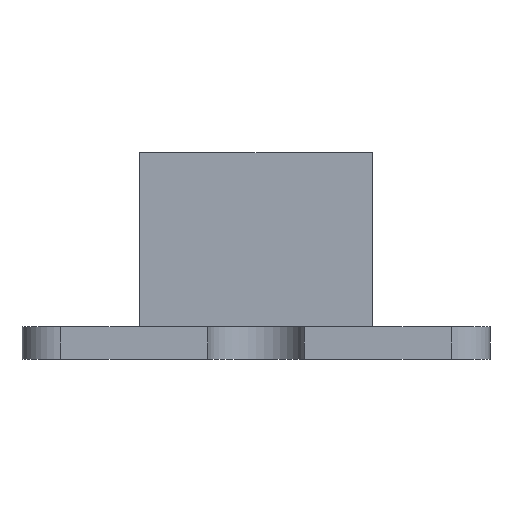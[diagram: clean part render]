
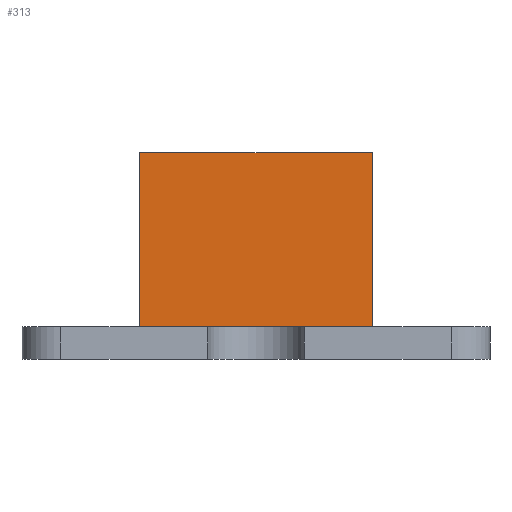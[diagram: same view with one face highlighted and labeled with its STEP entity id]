
A CAD part, front view. The second image highlights one B-rep face of the part: STEP entity #313.
In plain terms, the highlighted planar face has unit normal (0, -1, 0).
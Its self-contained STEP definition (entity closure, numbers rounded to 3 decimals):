
#31 = CARTESIAN_POINT ( 'NONE',  ( -6., 2.9, 1.7 ) ) ;
#75 = DIRECTION ( 'NONE',  ( 0., 0., -1. ) ) ;
#89 = EDGE_CURVE ( 'NONE', #499, #698, #1004, .T. ) ;
#93 = AXIS2_PLACEMENT_3D ( 'NONE', #116, #436, #741 ) ;
#116 = CARTESIAN_POINT ( 'NONE',  ( 6., 2.9, 10.7 ) ) ;
#274 = FACE_OUTER_BOUND ( 'NONE', #935, .T. ) ;
#296 = VECTOR ( 'NONE', #885, 1000. ) ;
#302 = VERTEX_POINT ( 'NONE', #31 ) ;
#313 = ADVANCED_FACE ( 'NONE', ( #274 ), #818, .F. ) ;
#321 = DIRECTION ( 'NONE',  ( 1., 0., 0. ) ) ;
#388 = DIRECTION ( 'NONE',  ( 1., 0., 0. ) ) ;
#436 = DIRECTION ( 'NONE',  ( 0., 1., 0. ) ) ;
#458 = ORIENTED_EDGE ( 'NONE', *, *, #89, .F. ) ;
#463 = ORIENTED_EDGE ( 'NONE', *, *, #912, .T. ) ;
#491 = CARTESIAN_POINT ( 'NONE',  ( 6., 2.9, 10.7 ) ) ;
#492 = CARTESIAN_POINT ( 'NONE',  ( 6., 2.9, 1.7 ) ) ;
#499 = VERTEX_POINT ( 'NONE', #807 ) ;
#505 = VERTEX_POINT ( 'NONE', #492 ) ;
#516 = VECTOR ( 'NONE', #388, 1000. ) ;
#536 = LINE ( 'NONE', #775, #516 ) ;
#577 = VECTOR ( 'NONE', #75, 1000. ) ;
#583 = CARTESIAN_POINT ( 'NONE',  ( 6., 2.9, 10.7 ) ) ;
#631 = VECTOR ( 'NONE', #321, 1000. ) ;
#698 = VERTEX_POINT ( 'NONE', #583 ) ;
#704 = LINE ( 'NONE', #854, #577 ) ;
#719 = EDGE_CURVE ( 'NONE', #698, #505, #968, .T. ) ;
#740 = ORIENTED_EDGE ( 'NONE', *, *, #901, .T. ) ;
#741 = DIRECTION ( 'NONE',  ( -1., 0., 0. ) ) ;
#775 = CARTESIAN_POINT ( 'NONE',  ( 6., 2.9, 1.7 ) ) ;
#782 = ORIENTED_EDGE ( 'NONE', *, *, #719, .F. ) ;
#807 = CARTESIAN_POINT ( 'NONE',  ( -6., 2.9, 10.7 ) ) ;
#818 = PLANE ( 'NONE',  #93 ) ;
#854 = CARTESIAN_POINT ( 'NONE',  ( -6., 2.9, 10.7 ) ) ;
#885 = DIRECTION ( 'NONE',  ( 0., 0., -1. ) ) ;
#901 = EDGE_CURVE ( 'NONE', #499, #302, #704, .T. ) ;
#912 = EDGE_CURVE ( 'NONE', #302, #505, #536, .T. ) ;
#935 = EDGE_LOOP ( 'NONE', ( #463, #782, #458, #740 ) ) ;
#967 = CARTESIAN_POINT ( 'NONE',  ( 6., 2.9, 10.7 ) ) ;
#968 = LINE ( 'NONE', #491, #296 ) ;
#1004 = LINE ( 'NONE', #967, #631 ) ;
